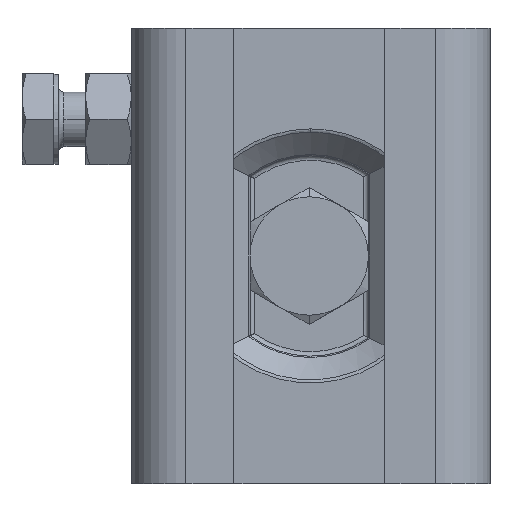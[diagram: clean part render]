
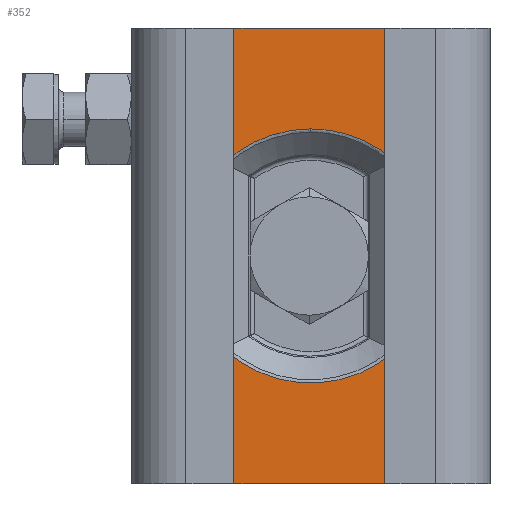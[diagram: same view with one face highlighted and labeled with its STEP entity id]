
A CAD part, front view. The second image highlights one B-rep face of the part: STEP entity #352.
In plain terms, the highlighted planar face has unit normal (0, -1, 0).
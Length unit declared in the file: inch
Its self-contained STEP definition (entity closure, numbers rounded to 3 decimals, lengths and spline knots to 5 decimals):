
#46 = CARTESIAN_POINT ( 'NONE',  ( -0.37233, -0.31496, 1.38285 ) ) ;
#69 = EDGE_CURVE ( 'NONE', #2684, #5806, #7302, .T. ) ;
#98 = DIRECTION ( 'NONE',  ( 0., 0., 1. ) ) ;
#263 = VERTEX_POINT ( 'NONE', #3987 ) ;
#300 = LINE ( 'NONE', #2559, #3647 ) ;
#352 = ADVANCED_FACE ( 'NONE', ( #5769, #2128 ), #1657, .F. ) ;
#564 = VECTOR ( 'NONE', #2257, 39.37008 ) ;
#739 = DIRECTION ( 'NONE',  ( 0., -1., 0. ) ) ;
#818 = DIRECTION ( 'NONE',  ( 0., 0., 1. ) ) ;
#902 = ORIENTED_EDGE ( 'NONE', *, *, #6421, .T. ) ;
#1121 = CARTESIAN_POINT ( 'NONE',  ( 0.54528, -0.31496, 1.9685 ) ) ;
#1129 = AXIS2_PLACEMENT_3D ( 'NONE', #1580, #6976, #6867 ) ;
#1240 = EDGE_CURVE ( 'NONE', #2500, #4164, #1982, .T. ) ;
#1322 = CARTESIAN_POINT ( 'NONE',  ( -0.53346, -0.31496, 1.9685 ) ) ;
#1580 = CARTESIAN_POINT ( 'NONE',  ( -0.65157, -0.31496, 1.9685 ) ) ;
#1644 = CIRCLE ( 'NONE', #3887, 0.54949 ) ;
#1657 = PLANE ( 'NONE',  #1129 ) ;
#1700 = CARTESIAN_POINT ( 'NONE',  ( -0.53346, -0.31496, 1.9685 ) ) ;
#1704 = LINE ( 'NONE', #1121, #564 ) ;
#1917 = EDGE_CURVE ( 'NONE', #4164, #263, #5207, .T. ) ;
#1982 = LINE ( 'NONE', #1322, #2015 ) ;
#2015 = VECTOR ( 'NONE', #5975, 39.37008 ) ;
#2076 = EDGE_LOOP ( 'NONE', ( #902, #3400, #7606, #5321 ) ) ;
#2106 = ORIENTED_EDGE ( 'NONE', *, *, #2552, .F. ) ;
#2113 = CARTESIAN_POINT ( 'NONE',  ( 0.32677, -0.31496, 1.9685 ) ) ;
#2128 = FACE_OUTER_BOUND ( 'NONE', #2076, .T. ) ;
#2142 = ORIENTED_EDGE ( 'NONE', *, *, #69, .F. ) ;
#2252 = EDGE_CURVE ( 'NONE', #4909, #2684, #1644, .T. ) ;
#2257 = DIRECTION ( 'NONE',  ( 0., 0., 1. ) ) ;
#2311 = DIRECTION ( 'NONE',  ( 0., -1., 0. ) ) ;
#2330 = CARTESIAN_POINT ( 'NONE',  ( 0.32677, -0.31496, 0. ) ) ;
#2500 = VERTEX_POINT ( 'NONE', #7618 ) ;
#2514 = CIRCLE ( 'NONE', #4365, 0.54949 ) ;
#2552 = EDGE_CURVE ( 'NONE', #3762, #4909, #300, .T. ) ;
#2559 = CARTESIAN_POINT ( 'NONE',  ( -0.37233, -0.31496, 1.9685 ) ) ;
#2593 = DIRECTION ( 'NONE',  ( 0., 0., -1. ) ) ;
#2684 = VERTEX_POINT ( 'NONE', #5653 ) ;
#3081 = CARTESIAN_POINT ( 'NONE',  ( 0.54528, -0.31496, 0. ) ) ;
#3164 = ORIENTED_EDGE ( 'NONE', *, *, #2252, .F. ) ;
#3400 = ORIENTED_EDGE ( 'NONE', *, *, #4632, .T. ) ;
#3439 = DIRECTION ( 'NONE',  ( 1., 0., 0. ) ) ;
#3543 = VERTEX_POINT ( 'NONE', #3081 ) ;
#3636 = VECTOR ( 'NONE', #98, 39.37008 ) ;
#3647 = VECTOR ( 'NONE', #2593, 39.37008 ) ;
#3762 = VERTEX_POINT ( 'NONE', #46 ) ;
#3800 = VERTEX_POINT ( 'NONE', #4128 ) ;
#3804 = CARTESIAN_POINT ( 'NONE',  ( -0.37233, -0.31496, 0.58565 ) ) ;
#3887 = AXIS2_PLACEMENT_3D ( 'NONE', #6766, #739, #818 ) ;
#3894 = CIRCLE ( 'NONE', #5253, 0.54949 ) ;
#3952 = DIRECTION ( 'NONE',  ( 0., -1., 0. ) ) ;
#3987 = CARTESIAN_POINT ( 'NONE',  ( 0.54528, -0.31496, 1.9685 ) ) ;
#4128 = CARTESIAN_POINT ( 'NONE',  ( 0.00591, -0.31496, 1.53374 ) ) ;
#4164 = VERTEX_POINT ( 'NONE', #1700 ) ;
#4365 = AXIS2_PLACEMENT_3D ( 'NONE', #5329, #2311, #5870 ) ;
#4479 = CARTESIAN_POINT ( 'NONE',  ( 0.37233, -0.31496, 1.9685 ) ) ;
#4632 = EDGE_CURVE ( 'NONE', #3543, #263, #1704, .T. ) ;
#4909 = VERTEX_POINT ( 'NONE', #3804 ) ;
#5187 = CARTESIAN_POINT ( 'NONE',  ( 0.00591, -0.31496, 0.98425 ) ) ;
#5207 = LINE ( 'NONE', #2113, #6226 ) ;
#5253 = AXIS2_PLACEMENT_3D ( 'NONE', #5187, #3952, #5690 ) ;
#5321 = ORIENTED_EDGE ( 'NONE', *, *, #1240, .F. ) ;
#5329 = CARTESIAN_POINT ( 'NONE',  ( 0.00591, -0.31496, 0.98425 ) ) ;
#5488 = ORIENTED_EDGE ( 'NONE', *, *, #7415, .F. ) ;
#5653 = CARTESIAN_POINT ( 'NONE',  ( 0.37233, -0.31496, 0.57477 ) ) ;
#5690 = DIRECTION ( 'NONE',  ( 0., 0., 1. ) ) ;
#5699 = EDGE_CURVE ( 'NONE', #5806, #3800, #3894, .T. ) ;
#5769 = FACE_BOUND ( 'NONE', #7062, .T. ) ;
#5806 = VERTEX_POINT ( 'NONE', #6582 ) ;
#5870 = DIRECTION ( 'NONE',  ( 0., 0., 1. ) ) ;
#5889 = LINE ( 'NONE', #2330, #6369 ) ;
#5975 = DIRECTION ( 'NONE',  ( 0., 0., 1. ) ) ;
#6226 = VECTOR ( 'NONE', #3439, 39.37008 ) ;
#6369 = VECTOR ( 'NONE', #7493, 39.37008 ) ;
#6421 = EDGE_CURVE ( 'NONE', #2500, #3543, #5889, .T. ) ;
#6463 = ORIENTED_EDGE ( 'NONE', *, *, #5699, .F. ) ;
#6582 = CARTESIAN_POINT ( 'NONE',  ( 0.37233, -0.31496, 1.39374 ) ) ;
#6766 = CARTESIAN_POINT ( 'NONE',  ( 0.00591, -0.31496, 0.98425 ) ) ;
#6867 = DIRECTION ( 'NONE',  ( -1., 0., 0. ) ) ;
#6976 = DIRECTION ( 'NONE',  ( 0., 1., 0. ) ) ;
#7062 = EDGE_LOOP ( 'NONE', ( #2106, #5488, #6463, #2142, #3164 ) ) ;
#7302 = LINE ( 'NONE', #4479, #3636 ) ;
#7415 = EDGE_CURVE ( 'NONE', #3800, #3762, #2514, .T. ) ;
#7493 = DIRECTION ( 'NONE',  ( 1., 0., 0. ) ) ;
#7606 = ORIENTED_EDGE ( 'NONE', *, *, #1917, .F. ) ;
#7618 = CARTESIAN_POINT ( 'NONE',  ( -0.53346, -0.31496, 0. ) ) ;
